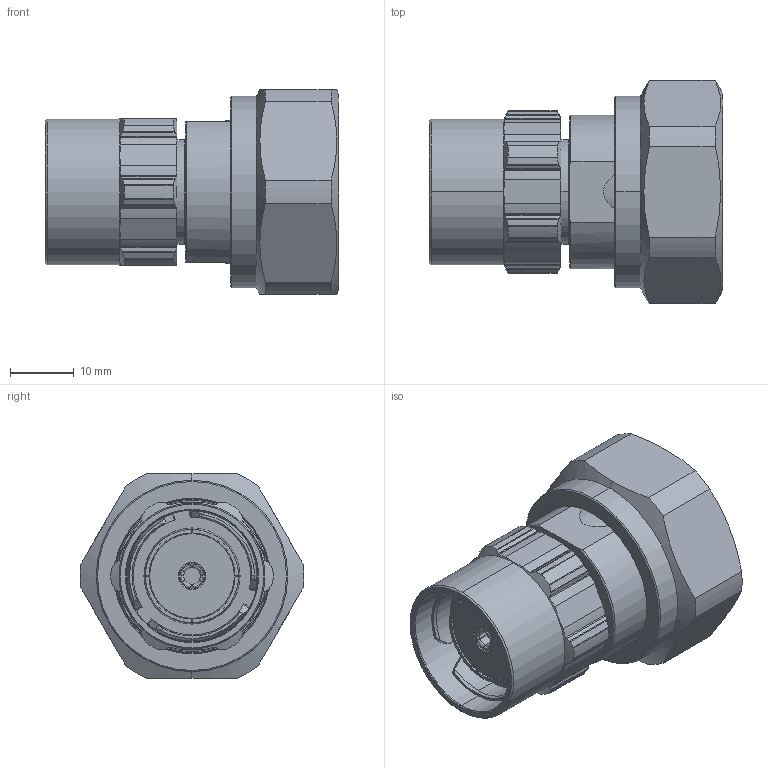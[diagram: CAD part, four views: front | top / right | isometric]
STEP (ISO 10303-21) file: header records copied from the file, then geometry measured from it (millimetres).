
FILE_DESCRIPTION (( 'STEP AP203' ), '1' );
FILE_NAME ('R191.663.000.STEP', '2014-04-25T05:44:49', ( '' ), ( '' ), 'SwSTEP 2.0', 'SolidWorks 2011', '' );
FILE_SCHEMA (( 'CONFIG_CONTROL_DESIGN' ));
Length unit declared in the file: millimetre
Products named in the file (1): R191.663.000
Bounding box: 46 x 34.98 x 32 mm (x, y, z)
Volume: 21622.6 mm3; surface area: 10540.4 mm2
Topology: 1 solids, 9 shells, 742 faces, 2067 edges, 1353 vertices
Faces by surface type: plane 324, cylinder 265, cone 78, torus 54, bspline 21
Entity records: 24869 total; most frequent: CARTESIAN_POINT 6024, ORIENTED_EDGE 4134, DIRECTION 3749, EDGE_CURVE 2067, AXIS2_PLACEMENT_3D 1403, VERTEX_POINT 1353, LINE 943, VECTOR 943
